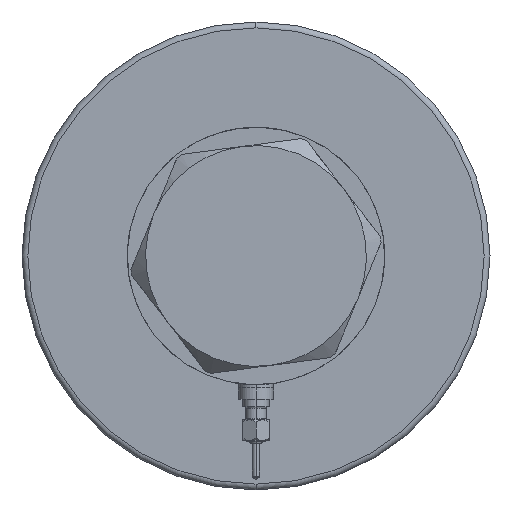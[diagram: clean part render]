
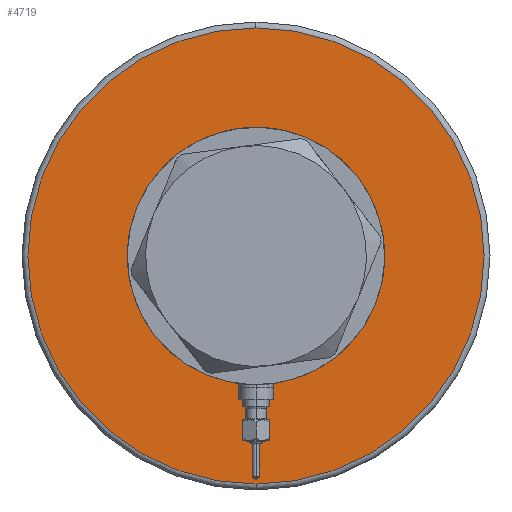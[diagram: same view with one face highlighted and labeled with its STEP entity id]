
A CAD part, left-side view. The second image highlights one B-rep face of the part: STEP entity #4719.
In plain terms, the highlighted face is planar.
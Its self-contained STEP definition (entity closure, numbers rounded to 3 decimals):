
#129 = CARTESIAN_POINT ( 'NONE',  ( 37.5, 0., 0. ) ) ;
#161 = CARTESIAN_POINT ( 'NONE',  ( -37.5, 0., 0. ) ) ;
#262 = DIRECTION ( 'NONE',  ( 0., 0., -1. ) ) ;
#344 = AXIS2_PLACEMENT_3D ( 'NONE', #2197, #6472, #1151 ) ;
#667 = ORIENTED_EDGE ( 'NONE', *, *, #1223, .T. ) ;
#953 = EDGE_CURVE ( 'NONE', #2319, #4084, #4359, .T. ) ;
#1151 = DIRECTION ( 'NONE',  ( 1., 0., 0. ) ) ;
#1166 = EDGE_CURVE ( 'NONE', #5073, #3706, #2355, .T. ) ;
#1205 = DIRECTION ( 'NONE',  ( 1., 0., 0. ) ) ;
#1223 = EDGE_CURVE ( 'NONE', #3706, #5073, #6842, .T. ) ;
#1453 = ORIENTED_EDGE ( 'NONE', *, *, #3022, .T. ) ;
#2197 = CARTESIAN_POINT ( 'NONE',  ( 0., 0., 0. ) ) ;
#2319 = VERTEX_POINT ( 'NONE', #5742 ) ;
#2355 = CIRCLE ( 'NONE', #3134, 37.5 ) ;
#2371 = CIRCLE ( 'NONE', #4260, 78. ) ;
#2548 = DIRECTION ( 'NONE',  ( 0., 0., -1. ) ) ;
#2614 = CARTESIAN_POINT ( 'NONE',  ( 0., 0., 0. ) ) ;
#2830 = FACE_OUTER_BOUND ( 'NONE', #4195, .T. ) ;
#2906 = CARTESIAN_POINT ( 'NONE',  ( 0., 0., 0. ) ) ;
#3022 = EDGE_CURVE ( 'NONE', #4084, #2319, #2371, .T. ) ;
#3134 = AXIS2_PLACEMENT_3D ( 'NONE', #6107, #4503, #6656 ) ;
#3323 = DIRECTION ( 'NONE',  ( 0., 0., 1. ) ) ;
#3706 = VERTEX_POINT ( 'NONE', #161 ) ;
#4084 = VERTEX_POINT ( 'NONE', #5234 ) ;
#4195 = EDGE_LOOP ( 'NONE', ( #1453, #6318 ) ) ;
#4260 = AXIS2_PLACEMENT_3D ( 'NONE', #2906, #262, #6679 ) ;
#4335 = FACE_BOUND ( 'NONE', #6357, .T. ) ;
#4359 = CIRCLE ( 'NONE', #6175, 78. ) ;
#4496 = AXIS2_PLACEMENT_3D ( 'NONE', #6009, #3323, #1205 ) ;
#4503 = DIRECTION ( 'NONE',  ( 0., 0., 1. ) ) ;
#4719 = ADVANCED_FACE ( 'NONE', ( #2830, #4335 ), #6562, .F. ) ;
#5073 = VERTEX_POINT ( 'NONE', #129 ) ;
#5234 = CARTESIAN_POINT ( 'NONE',  ( 78., 0., 0. ) ) ;
#5742 = CARTESIAN_POINT ( 'NONE',  ( -78., 0., 0. ) ) ;
#6009 = CARTESIAN_POINT ( 'NONE',  ( 0., 0., 0. ) ) ;
#6107 = CARTESIAN_POINT ( 'NONE',  ( 0., 0., 0. ) ) ;
#6175 = AXIS2_PLACEMENT_3D ( 'NONE', #2614, #2548, #6903 ) ;
#6318 = ORIENTED_EDGE ( 'NONE', *, *, #953, .T. ) ;
#6357 = EDGE_LOOP ( 'NONE', ( #6718, #667 ) ) ;
#6472 = DIRECTION ( 'NONE',  ( 0., 0., 1. ) ) ;
#6562 = PLANE ( 'NONE',  #4496 ) ;
#6656 = DIRECTION ( 'NONE',  ( 1., 0., 0. ) ) ;
#6679 = DIRECTION ( 'NONE',  ( 1., 0., 0. ) ) ;
#6718 = ORIENTED_EDGE ( 'NONE', *, *, #1166, .T. ) ;
#6842 = CIRCLE ( 'NONE', #344, 37.5 ) ;
#6903 = DIRECTION ( 'NONE',  ( 1., 0., 0. ) ) ;
